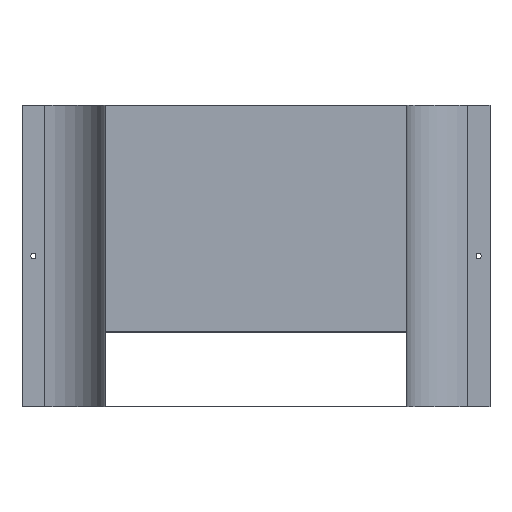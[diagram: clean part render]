
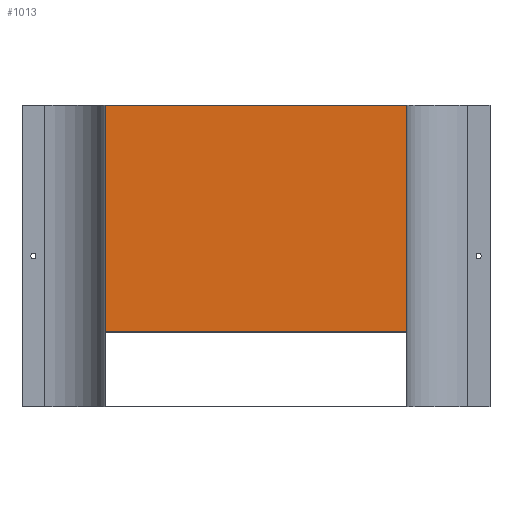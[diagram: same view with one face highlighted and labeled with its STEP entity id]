
A CAD part, front view. The second image highlights one B-rep face of the part: STEP entity #1013.
In plain terms, the highlighted planar face has unit normal (0, -1, 0).
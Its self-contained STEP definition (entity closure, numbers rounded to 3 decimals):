
#53 = VERTEX_POINT ( 'NONE', #1634 ) ;
#62 = VERTEX_POINT ( 'NONE', #1625 ) ;
#67 = VERTEX_POINT ( 'NONE', #1620 ) ;
#72 = VERTEX_POINT ( 'NONE', #1615 ) ;
#228 = DIRECTION ( 'NONE',  ( -1., 0., 0. ) ) ;
#229 = CARTESIAN_POINT ( 'NONE',  ( 0., -1., 1. ) ) ;
#299 = DIRECTION ( 'NONE',  ( 0., 0., -1. ) ) ;
#302 = CARTESIAN_POINT ( 'NONE',  ( 0., -1., 1. ) ) ;
#456 = EDGE_CURVE ( 'NONE', #62, #72, #2535, .T. ) ;
#576 = AXIS2_PLACEMENT_3D ( 'NONE', #688, #771, #770 ) ;
#667 = DIRECTION ( 'NONE',  ( 0., 0., 1. ) ) ;
#668 = CARTESIAN_POINT ( 'NONE',  ( 400., -1., 1. ) ) ;
#688 = CARTESIAN_POINT ( 'NONE',  ( 0., -1., 0. ) ) ;
#770 = DIRECTION ( 'NONE',  ( 0., 0., -1. ) ) ;
#771 = DIRECTION ( 'NONE',  ( 0., -1., 0. ) ) ;
#773 = PLANE ( 'NONE',  #576 ) ;
#860 = LINE ( 'NONE', #302, #863 ) ;
#863 = VECTOR ( 'NONE', #299, 1000. ) ;
#897 = LINE ( 'NONE', #229, #899 ) ;
#899 = VECTOR ( 'NONE', #228, 1000. ) ;
#1013 = ADVANCED_FACE ( 'NONE', ( #2657 ), #773, .T. ) ;
#1110 = EDGE_LOOP ( 'NONE', ( #2235, #2236, #2237, #2238 ) ) ;
#1615 = CARTESIAN_POINT ( 'NONE',  ( 400., -1., -299. ) ) ;
#1620 = CARTESIAN_POINT ( 'NONE',  ( 400., -1., 1. ) ) ;
#1625 = CARTESIAN_POINT ( 'NONE',  ( 0., -1., -299. ) ) ;
#1634 = CARTESIAN_POINT ( 'NONE',  ( 0., -1., 1. ) ) ;
#1843 = EDGE_CURVE ( 'NONE', #72, #67, #2717, .T. ) ;
#1913 = EDGE_CURVE ( 'NONE', #53, #62, #860, .T. ) ;
#1935 = EDGE_CURVE ( 'NONE', #67, #53, #897, .T. ) ;
#2235 = ORIENTED_EDGE ( 'NONE', *, *, #1913, .T. ) ;
#2236 = ORIENTED_EDGE ( 'NONE', *, *, #456, .T. ) ;
#2237 = ORIENTED_EDGE ( 'NONE', *, *, #1843, .T. ) ;
#2238 = ORIENTED_EDGE ( 'NONE', *, *, #1935, .T. ) ;
#2275 = DIRECTION ( 'NONE',  ( 1., 0., 0. ) ) ;
#2280 = CARTESIAN_POINT ( 'NONE',  ( 0., -1., -299. ) ) ;
#2535 = LINE ( 'NONE', #2280, #2540 ) ;
#2540 = VECTOR ( 'NONE', #2275, 1000. ) ;
#2657 = FACE_OUTER_BOUND ( 'NONE', #1110, .T. ) ;
#2717 = LINE ( 'NONE', #668, #2720 ) ;
#2720 = VECTOR ( 'NONE', #667, 1000. ) ;
